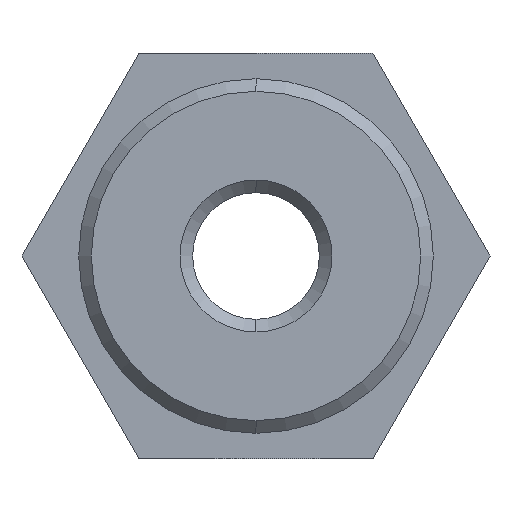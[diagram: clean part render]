
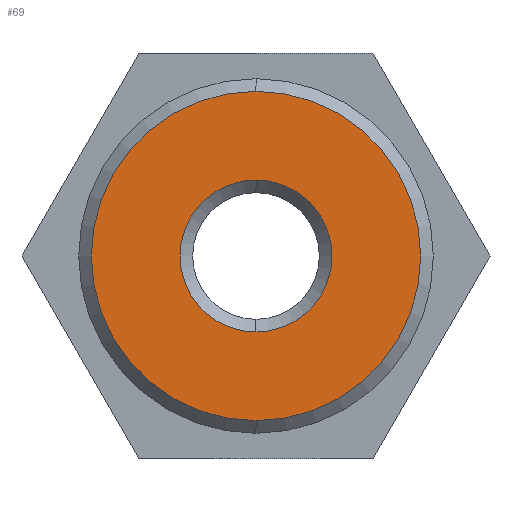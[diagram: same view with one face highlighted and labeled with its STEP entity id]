
A CAD part, front view. The second image highlights one B-rep face of the part: STEP entity #69.
In plain terms, the highlighted planar face has unit normal (0, -1, 0).
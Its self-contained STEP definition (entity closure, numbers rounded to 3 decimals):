
#21 = CIRCLE ( 'NONE', #139, 1.5 ) ;
#47 = AXIS2_PLACEMENT_3D ( 'NONE', #775, #335, #631 ) ;
#54 = PLANE ( 'NONE',  #47 ) ;
#62 = AXIS2_PLACEMENT_3D ( 'NONE', #195, #837, #116 ) ;
#69 = ADVANCED_FACE ( 'NONE', ( #541, #345 ), #54, .F. ) ;
#95 = EDGE_CURVE ( 'NONE', #856, #381, #21, .T. ) ;
#116 = DIRECTION ( 'NONE',  ( 0., 0., 1. ) ) ;
#139 = AXIS2_PLACEMENT_3D ( 'NONE', #485, #557, #202 ) ;
#149 = CARTESIAN_POINT ( 'NONE',  ( 0., 0., 1.5 ) ) ;
#164 = EDGE_CURVE ( 'NONE', #611, #361, #274, .T. ) ;
#170 = CARTESIAN_POINT ( 'NONE',  ( 0., 0., 3.25 ) ) ;
#195 = CARTESIAN_POINT ( 'NONE',  ( 0., 0., 0. ) ) ;
#202 = DIRECTION ( 'NONE',  ( 0., 0., 1. ) ) ;
#232 = DIRECTION ( 'NONE',  ( 0., 1., 0. ) ) ;
#233 = CIRCLE ( 'NONE', #62, 3.25 ) ;
#266 = ORIENTED_EDGE ( 'NONE', *, *, #95, .T. ) ;
#272 = EDGE_CURVE ( 'NONE', #361, #611, #233, .T. ) ;
#274 = CIRCLE ( 'NONE', #573, 3.25 ) ;
#299 = ORIENTED_EDGE ( 'NONE', *, *, #328, .T. ) ;
#315 = EDGE_LOOP ( 'NONE', ( #299, #266 ) ) ;
#323 = DIRECTION ( 'NONE',  ( 0., -1., 0. ) ) ;
#328 = EDGE_CURVE ( 'NONE', #381, #856, #783, .T. ) ;
#335 = DIRECTION ( 'NONE',  ( 0., 1., 0. ) ) ;
#345 = FACE_OUTER_BOUND ( 'NONE', #739, .T. ) ;
#361 = VERTEX_POINT ( 'NONE', #170 ) ;
#381 = VERTEX_POINT ( 'NONE', #522 ) ;
#474 = DIRECTION ( 'NONE',  ( 0., 0., 1. ) ) ;
#483 = ORIENTED_EDGE ( 'NONE', *, *, #164, .T. ) ;
#485 = CARTESIAN_POINT ( 'NONE',  ( 0., 0., 0. ) ) ;
#522 = CARTESIAN_POINT ( 'NONE',  ( 0., 0., -1.5 ) ) ;
#541 = FACE_BOUND ( 'NONE', #315, .T. ) ;
#557 = DIRECTION ( 'NONE',  ( 0., 1., 0. ) ) ;
#573 = AXIS2_PLACEMENT_3D ( 'NONE', #759, #323, #474 ) ;
#611 = VERTEX_POINT ( 'NONE', #719 ) ;
#631 = DIRECTION ( 'NONE',  ( 0., 0., 1. ) ) ;
#686 = AXIS2_PLACEMENT_3D ( 'NONE', #738, #232, #808 ) ;
#719 = CARTESIAN_POINT ( 'NONE',  ( 0., 0., -3.25 ) ) ;
#738 = CARTESIAN_POINT ( 'NONE',  ( 0., 0., 0. ) ) ;
#739 = EDGE_LOOP ( 'NONE', ( #872, #483 ) ) ;
#759 = CARTESIAN_POINT ( 'NONE',  ( 0., 0., 0. ) ) ;
#775 = CARTESIAN_POINT ( 'NONE',  ( 0., 0., 0. ) ) ;
#783 = CIRCLE ( 'NONE', #686, 1.5 ) ;
#808 = DIRECTION ( 'NONE',  ( 0., 0., 1. ) ) ;
#837 = DIRECTION ( 'NONE',  ( 0., -1., 0. ) ) ;
#856 = VERTEX_POINT ( 'NONE', #149 ) ;
#872 = ORIENTED_EDGE ( 'NONE', *, *, #272, .T. ) ;
